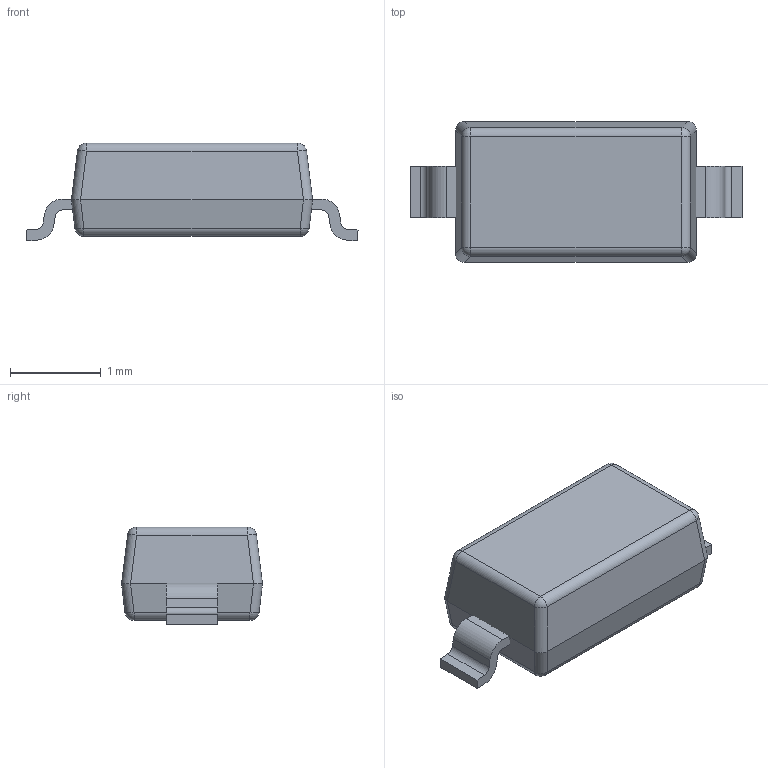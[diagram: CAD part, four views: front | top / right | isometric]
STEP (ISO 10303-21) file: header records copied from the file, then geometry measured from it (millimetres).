
FILE_DESCRIPTION(/* description */ ('Unknown'),/* implementation_level */ '2;1');
FILE_NAME(/* name */ 'SOD-123',/* time_stamp */ '2020-04-22T08:41:19+08:00',/* author */ ('Unknown'),/* organization */ ('Unknown'),/* preprocessor_version */ 'ST-DEVELOPER v16.7',/* originating_system */ 'DEX',/* authorisation */ $);
FILE_SCHEMA (('AUTOMOTIVE_DESIGN {1 0 10303 214 3 1 1}'));
Length unit declared in the file: millimetre
Products named in the file (3): SOD-123; CPD; LDF
Assembly tree (2 placements, depth 2):
  SOD-123
    CPD
    LDF
Bounding box: 3.65 x 1.55 x 1.07 mm (x, y, z)
Volume: 4.2 mm3; surface area: 20.6 mm2
Topology: 2 solids, 2 shells, 56 faces, 132 edges, 72 vertices
Faces by surface type: plane 24, cylinder 24, sphere 8
Entity records: 1592 total; most frequent: DIRECTION 286, CARTESIAN_POINT 255, ORIENTED_EDGE 248, EDGE_CURVE 124, AXIS2_PLACEMENT_3D 103, LINE 80, VECTOR 80, VERTEX_POINT 72
